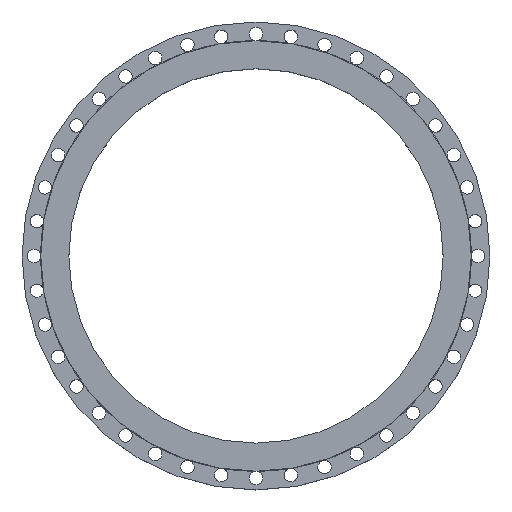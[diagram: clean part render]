
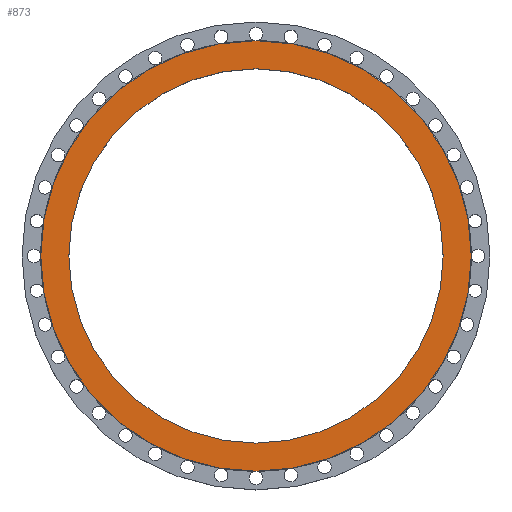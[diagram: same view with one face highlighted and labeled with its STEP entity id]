
A CAD part, top view. The second image highlights one B-rep face of the part: STEP entity #873.
In plain terms, the highlighted planar face has unit normal (0, 0, 1).
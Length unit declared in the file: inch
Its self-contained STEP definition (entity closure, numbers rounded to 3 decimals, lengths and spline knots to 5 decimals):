
#1 = EDGE_CURVE ( 'NONE', #904, #3186, #3190, .T. ) ;
#75 = DIRECTION ( 'NONE',  ( 0., 0., 1. ) ) ;
#329 = CARTESIAN_POINT ( 'NONE',  ( 0., 0., 0. ) ) ;
#365 = PLANE ( 'NONE',  #2996 ) ;
#450 = DIRECTION ( 'NONE',  ( 1., 0., 0. ) ) ;
#831 = AXIS2_PLACEMENT_3D ( 'NONE', #3932, #75, #1008 ) ;
#873 = ADVANCED_FACE ( 'NONE', ( #3859, #2338 ), #365, .F. ) ;
#904 = VERTEX_POINT ( 'NONE', #2294 ) ;
#1008 = DIRECTION ( 'NONE',  ( 1., 0., 0. ) ) ;
#1016 = CIRCLE ( 'NONE', #1692, 17.5 ) ;
#1077 = CARTESIAN_POINT ( 'NONE',  ( -17.5, 0., 0. ) ) ;
#1148 = CIRCLE ( 'NONE', #1547, 17.5 ) ;
#1226 = DIRECTION ( 'NONE',  ( 1., 0., 0. ) ) ;
#1300 = CARTESIAN_POINT ( 'NONE',  ( 0., 17.5, 0. ) ) ;
#1332 = EDGE_LOOP ( 'NONE', ( #1842, #3104 ) ) ;
#1403 = AXIS2_PLACEMENT_3D ( 'NONE', #2994, #3629, #2015 ) ;
#1547 = AXIS2_PLACEMENT_3D ( 'NONE', #2033, #2099, #450 ) ;
#1631 = ORIENTED_EDGE ( 'NONE', *, *, #1, .T. ) ;
#1692 = AXIS2_PLACEMENT_3D ( 'NONE', #329, #3756, #1226 ) ;
#1842 = ORIENTED_EDGE ( 'NONE', *, *, #2187, .F. ) ;
#2015 = DIRECTION ( 'NONE',  ( 1., 0., 0. ) ) ;
#2033 = CARTESIAN_POINT ( 'NONE',  ( 0., 0., 0. ) ) ;
#2099 = DIRECTION ( 'NONE',  ( 0., 0., 1. ) ) ;
#2106 = ORIENTED_EDGE ( 'NONE', *, *, #3389, .T. ) ;
#2187 = EDGE_CURVE ( 'NONE', #2811, #3367, #1148, .T. ) ;
#2272 = DIRECTION ( 'NONE',  ( -1., 0., 0. ) ) ;
#2294 = CARTESIAN_POINT ( 'NONE',  ( -20.125, 0., 0. ) ) ;
#2338 = FACE_OUTER_BOUND ( 'NONE', #3169, .T. ) ;
#2485 = CARTESIAN_POINT ( 'NONE',  ( 20.125, 0., 0. ) ) ;
#2686 = CIRCLE ( 'NONE', #831, 20.125 ) ;
#2726 = EDGE_CURVE ( 'NONE', #3367, #2811, #1016, .T. ) ;
#2810 = CARTESIAN_POINT ( 'NONE',  ( 17.5, 0., 0. ) ) ;
#2811 = VERTEX_POINT ( 'NONE', #2810 ) ;
#2994 = CARTESIAN_POINT ( 'NONE',  ( 0., 0., 0. ) ) ;
#2996 = AXIS2_PLACEMENT_3D ( 'NONE', #1300, #3907, #2272 ) ;
#3104 = ORIENTED_EDGE ( 'NONE', *, *, #2726, .F. ) ;
#3169 = EDGE_LOOP ( 'NONE', ( #2106, #1631 ) ) ;
#3186 = VERTEX_POINT ( 'NONE', #2485 ) ;
#3190 = CIRCLE ( 'NONE', #1403, 20.125 ) ;
#3367 = VERTEX_POINT ( 'NONE', #1077 ) ;
#3389 = EDGE_CURVE ( 'NONE', #3186, #904, #2686, .T. ) ;
#3629 = DIRECTION ( 'NONE',  ( 0., 0., 1. ) ) ;
#3756 = DIRECTION ( 'NONE',  ( 0., 0., 1. ) ) ;
#3859 = FACE_BOUND ( 'NONE', #1332, .T. ) ;
#3907 = DIRECTION ( 'NONE',  ( 0., 0., -1. ) ) ;
#3932 = CARTESIAN_POINT ( 'NONE',  ( 0., 0., 0. ) ) ;
